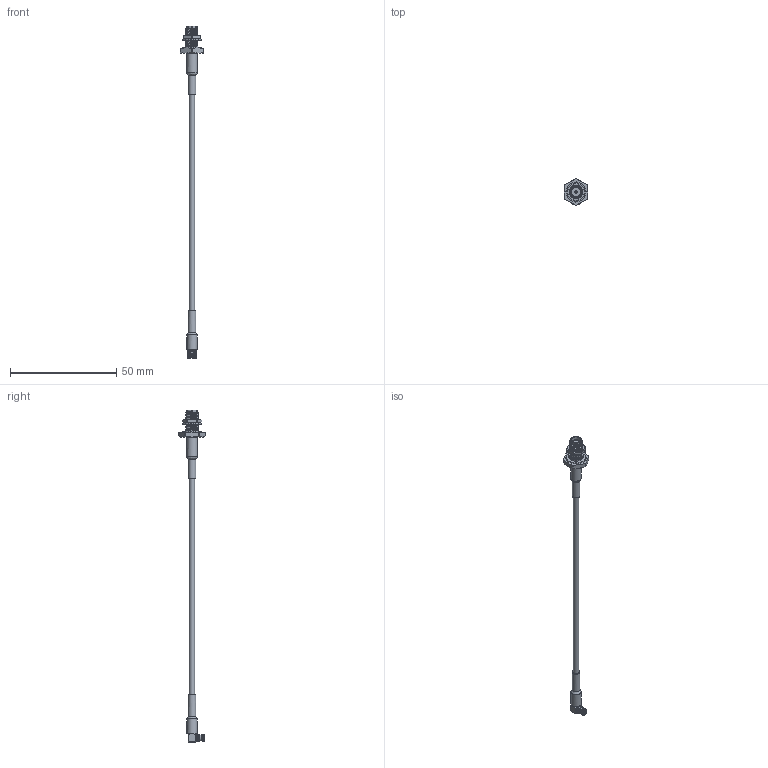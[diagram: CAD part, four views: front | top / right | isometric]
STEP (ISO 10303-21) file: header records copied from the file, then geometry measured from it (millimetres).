
FILE_DESCRIPTION (( 'STEP AP203' ), '1' );
FILE_NAME ('FMC1221315.step', '2020-05-01T18:11:04', ( '' ), ( '' ), 'SwSTEP 2.0', 'SolidWorks 2018', '' );
FILE_SCHEMA (( 'CONFIG_CONTROL_DESIGN' ));
Length unit declared in the file: inch
Products named in the file (4): FMCO1055^FMC1221315_Heat shrink; RG316^FMC1221315_RG316; FMC1221315; SC7076^FMC1221315_Heat Shrink
Assembly tree (3 placements, depth 2):
  FMC1221315
    RG316^FMC1221315_RG316
    SC7076^FMC1221315_Heat Shrink
    FMCO1055^FMC1221315_Heat shrink
Bounding box: 11 x 12.46 x 156.13 mm (x, y, z)
Volume: 1636.7 mm3; surface area: 2561.6 mm2
Topology: 9 solids, 9 shells, 278 faces, 761 edges, 511 vertices
Faces by surface type: bspline 85, plane 82, cylinder 68, cone 37, torus 6
Full cylindrical faces by diameter (mm): 0.381 x1, 0.635 x2, 0.94 x1, 1.194 x2, 2.057 x1, 2.489 x1, 2.565 x1, 2.822 x1, 3.516 x1, 3.556 x2, 3.862 x1, 4.572 x1, 4.75 x1, 5.004 x1, 5.334 x1, 6.401 x1, 6.655 x1, 9.195 x1, 9.398 x1, 9.449 x1
Entity records: 24926 total; most frequent: CARTESIAN_POINT 18526, ORIENTED_EDGE 1442, DIRECTION 941, EDGE_CURVE 721, VERTEX_POINT 502, AXIS2_PLACEMENT_3D 385, EDGE_LOOP 329, FACE_OUTER_BOUND 305
